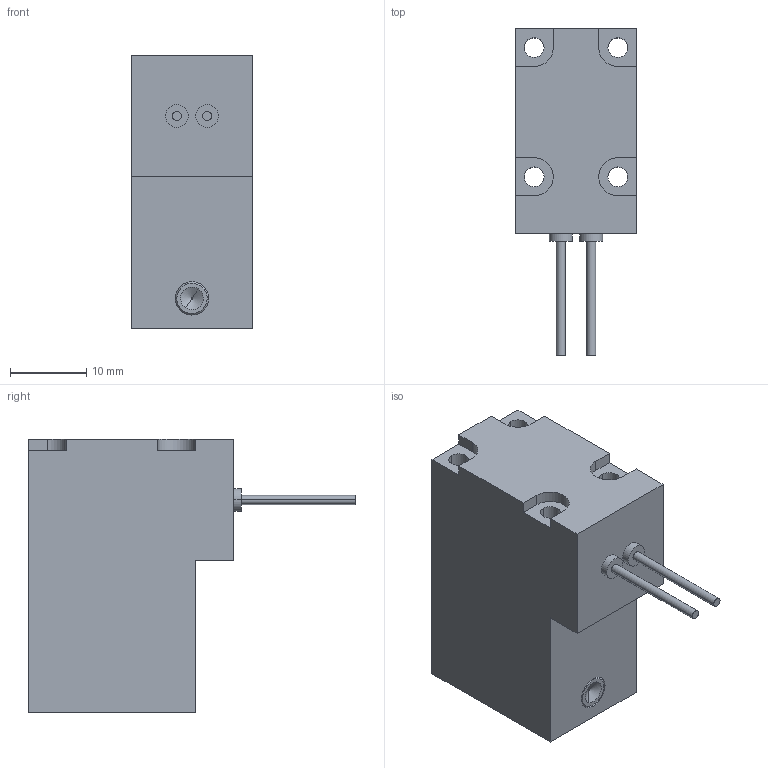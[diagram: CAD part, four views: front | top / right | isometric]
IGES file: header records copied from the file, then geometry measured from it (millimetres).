
Start section:  PTC IGES file: MA 16 L.igs
Global section: file name: MA 16 L.igs; native system: b.tamas by Parametric Technology Corporation; preprocessor: 2001360; author: Unknown; organization: PTC; date: 070209.104254; units: millimetre
Bounding box: 16 x 43 x 36 mm (x, y, z)
Surface area: 5216.5 mm2 (no closed solid volume)
Topology: 0 solids, 0 shells, 74 faces, 394 edges, 392 vertices
Faces by surface type: revolution 44, bspline 30
